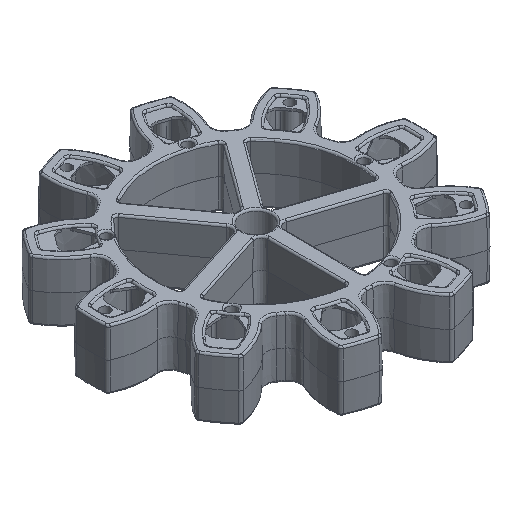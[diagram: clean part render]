
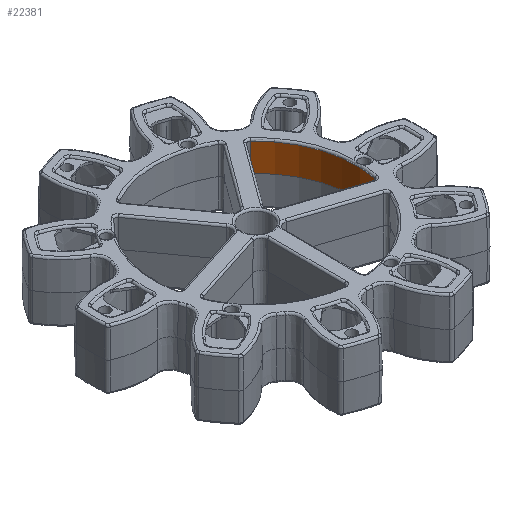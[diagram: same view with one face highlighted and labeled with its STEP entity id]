
A CAD part, isometric view. The second image highlights one B-rep face of the part: STEP entity #22381.
In plain terms, the highlighted conical face has half-angle 1 degrees and reference radius 85.039 mm.
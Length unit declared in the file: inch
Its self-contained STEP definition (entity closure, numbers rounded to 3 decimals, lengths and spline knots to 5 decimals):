
#876=CONICAL_SURFACE('',#25655,3.348,0.017);
#1313=LINE('',#36765,#2377);
#1314=LINE('',#36768,#2378);
#2377=VECTOR('',#28439,39.37008);
#2378=VECTOR('',#28442,39.37008);
#4329=FACE_OUTER_BOUND('',#5790,.T.);
#5790=EDGE_LOOP('',(#18241,#18242,#18243,#18244));
#6851=CIRCLE('',#23494,3.34911);
#7530=CIRCLE('',#24398,3.36545);
#8916=VERTEX_POINT('',#35188);
#8917=VERTEX_POINT('',#35192);
#9408=VERTEX_POINT('',#36763);
#9409=VERTEX_POINT('',#36767);
#11299=EDGE_CURVE('',#8916,#8917,#6851,.T.);
#11836=EDGE_CURVE('',#8917,#9408,#1313,.T.);
#11837=EDGE_CURVE('',#8916,#9409,#1314,.T.);
#12251=EDGE_CURVE('',#9408,#9409,#7530,.T.);
#18241=ORIENTED_EDGE('',*,*,#11837,.F.);
#18242=ORIENTED_EDGE('',*,*,#11299,.T.);
#18243=ORIENTED_EDGE('',*,*,#11836,.T.);
#18244=ORIENTED_EDGE('',*,*,#12251,.T.);
#22381=ADVANCED_FACE('',(#4329),#876,.F.);
#23494=AXIS2_PLACEMENT_3D('',#35297,#27227,#27228);
#24398=AXIS2_PLACEMENT_3D('',#37856,#29262,#29263);
#25655=AXIS2_PLACEMENT_3D('',#41048,#32198,#32199);
#27227=DIRECTION('center_axis',(0.,0.,1.));
#27228=DIRECTION('ref_axis',(-1.,0.,0.));
#28439=DIRECTION('',(0.012,0.013,-1.));
#28442=DIRECTION('',(0.017,-0.004,-1.));
#29262=DIRECTION('center_axis',(0.,0.,-1.));
#29263=DIRECTION('ref_axis',(1.,0.,0.));
#32198=DIRECTION('center_axis',(0.,0.,-1.));
#32199=DIRECTION('ref_axis',(-0.309,0.951,0.));
#35188=CARTESIAN_POINT('',(3.27999,-0.67687,0.93641));
#35192=CARTESIAN_POINT('',(2.27305,2.45963,0.93641));
#35297=CARTESIAN_POINT('Origin',(0.,0.,0.93641));
#36763=CARTESIAN_POINT('',(2.28414,2.47163,0.));
#36765=CARTESIAN_POINT('',(2.27229,2.45881,1.));
#36767=CARTESIAN_POINT('',(3.296,-0.68018,0.));
#36768=CARTESIAN_POINT('',(3.27891,-0.67665,1.));
#37856=CARTESIAN_POINT('Origin',(0.,0.,0.));
#41048=CARTESIAN_POINT('Origin',(0.,0.,1.));
